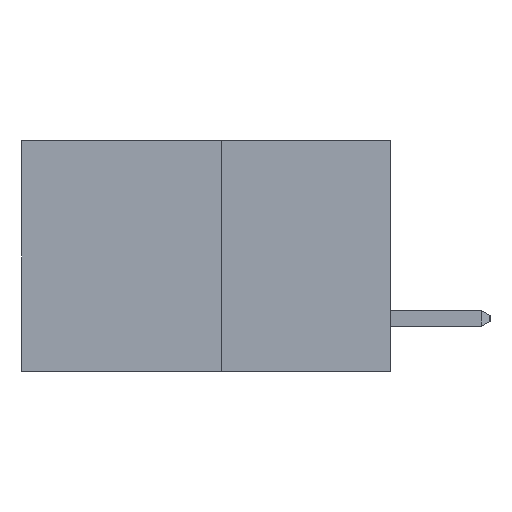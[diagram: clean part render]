
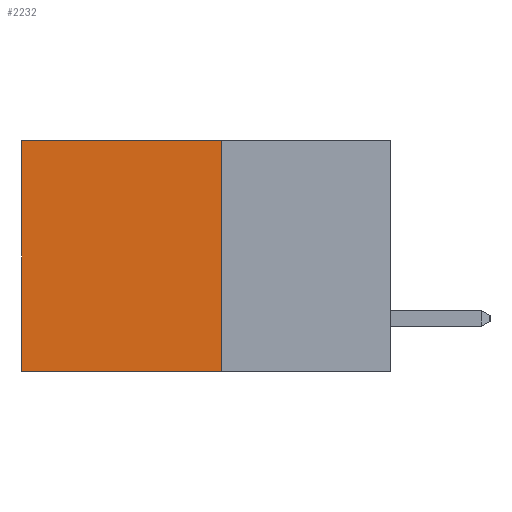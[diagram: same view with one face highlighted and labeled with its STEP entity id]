
A CAD part, left-side view. The second image highlights one B-rep face of the part: STEP entity #2232.
In plain terms, the highlighted planar face has unit normal (-1, 0, 0).
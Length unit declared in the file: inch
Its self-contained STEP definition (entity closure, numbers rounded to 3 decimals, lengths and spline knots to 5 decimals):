
#1530 = AXIS2_PLACEMENT_3D ( 'NONE', #10880, #10580, #10549 ) ;
#1603 = LINE ( 'NONE', #22883, #2907 ) ;
#2232 = ADVANCED_FACE ( 'NONE', ( #9771 ), #11097, .F. ) ;
#2907 = VECTOR ( 'NONE', #22960, 39.37008 ) ;
#3116 = EDGE_CURVE ( 'NONE', #18698, #21404, #10318, .T. ) ;
#3860 = EDGE_CURVE ( 'NONE', #8596, #18698, #13182, .T. ) ;
#4273 = DIRECTION ( 'NONE',  ( 0., 1., 0. ) ) ;
#4356 = CARTESIAN_POINT ( 'NONE',  ( 0.277, 0.27, -0.37 ) ) ;
#7821 = CARTESIAN_POINT ( 'NONE',  ( 0.277, 0.59, -0.37 ) ) ;
#8306 = EDGE_CURVE ( 'NONE', #8596, #10057, #1603, .T. ) ;
#8596 = VERTEX_POINT ( 'NONE', #23750 ) ;
#9127 = LINE ( 'NONE', #4356, #18878 ) ;
#9731 = VECTOR ( 'NONE', #17213, 39.37008 ) ;
#9771 = FACE_OUTER_BOUND ( 'NONE', #22349, .T. ) ;
#10010 = CARTESIAN_POINT ( 'NONE',  ( 0.277, 0.59, 0. ) ) ;
#10057 = VERTEX_POINT ( 'NONE', #21414 ) ;
#10318 = LINE ( 'NONE', #17438, #9731 ) ;
#10549 = DIRECTION ( 'NONE',  ( 0., 0., -1. ) ) ;
#10580 = DIRECTION ( 'NONE',  ( 1., 0., 0. ) ) ;
#10880 = CARTESIAN_POINT ( 'NONE',  ( 0.277, 0.27, -0.37 ) ) ;
#11097 = PLANE ( 'NONE',  #1530 ) ;
#13182 = LINE ( 'NONE', #20492, #22258 ) ;
#17213 = DIRECTION ( 'NONE',  ( 0., 0., -1. ) ) ;
#17438 = CARTESIAN_POINT ( 'NONE',  ( 0.277, 0.59, -0.37 ) ) ;
#18698 = VERTEX_POINT ( 'NONE', #10010 ) ;
#18878 = VECTOR ( 'NONE', #4273, 39.37008 ) ;
#19250 = ORIENTED_EDGE ( 'NONE', *, *, #3860, .T. ) ;
#19980 = ORIENTED_EDGE ( 'NONE', *, *, #20913, .F. ) ;
#20492 = CARTESIAN_POINT ( 'NONE',  ( 0.277, 0.27, 0. ) ) ;
#20913 = EDGE_CURVE ( 'NONE', #10057, #21404, #9127, .T. ) ;
#21227 = ORIENTED_EDGE ( 'NONE', *, *, #3116, .T. ) ;
#21404 = VERTEX_POINT ( 'NONE', #7821 ) ;
#21414 = CARTESIAN_POINT ( 'NONE',  ( 0.277, 0.27, -0.37 ) ) ;
#22258 = VECTOR ( 'NONE', #22311, 39.37008 ) ;
#22311 = DIRECTION ( 'NONE',  ( 0., 1., 0. ) ) ;
#22349 = EDGE_LOOP ( 'NONE', ( #21227, #19980, #22472, #19250 ) ) ;
#22472 = ORIENTED_EDGE ( 'NONE', *, *, #8306, .F. ) ;
#22883 = CARTESIAN_POINT ( 'NONE',  ( 0.277, 0.27, -0.37 ) ) ;
#22960 = DIRECTION ( 'NONE',  ( 0., 0., -1. ) ) ;
#23750 = CARTESIAN_POINT ( 'NONE',  ( 0.277, 0.27, 0. ) ) ;
